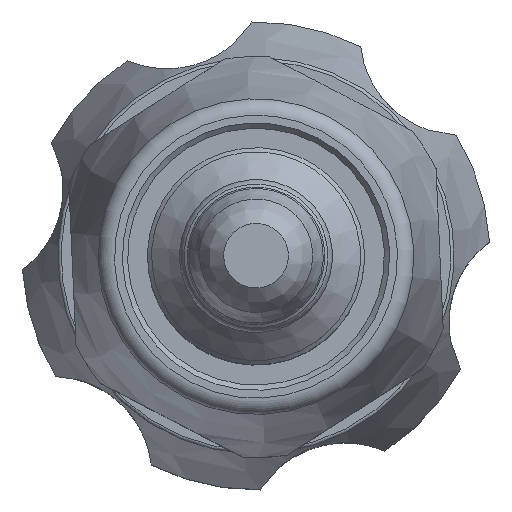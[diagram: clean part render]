
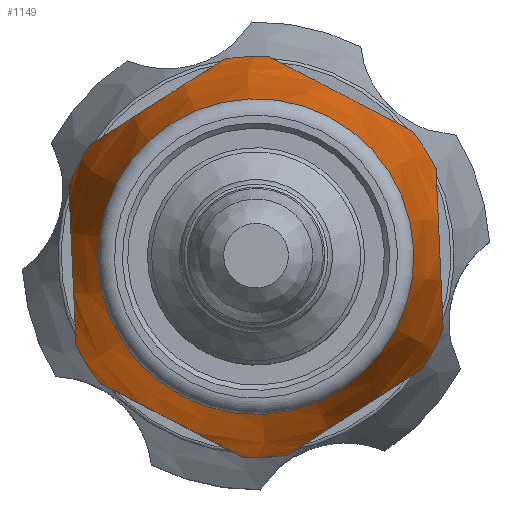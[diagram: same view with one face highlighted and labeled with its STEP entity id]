
A CAD part, top view. The second image highlights one B-rep face of the part: STEP entity #1149.
In plain terms, the highlighted conical face has half-angle 11.8 degrees and reference radius 10.642 mm.
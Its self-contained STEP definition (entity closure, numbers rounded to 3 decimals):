
#928=CARTESIAN_POINT('',(9.965,-6.779,27.1));
#929=VERTEX_POINT('',#928);
#936=CARTESIAN_POINT('',(1.883,-11.945,27.1));
#937=VERTEX_POINT('',#936);
#938=CARTESIAN_POINT('',(9.965,-6.779,27.1));
#939=CARTESIAN_POINT('',(5.924,-9.362,36.275));
#940=CARTESIAN_POINT('',(1.883,-11.945,27.1));
#948=(BOUNDED_CURVE()B_SPLINE_CURVE(2,(#938,#939,#940),.UNSPECIFIED.,.F.,.U.)B_SPLINE_CURVE_WITH_KNOTS((3,3),(0.0,1.355),.UNSPECIFIED.)CURVE()GEOMETRIC_REPRESENTATION_ITEM()RATIONAL_B_SPLINE_CURVE((1.0,1.091,1.0))REPRESENTATION_ITEM(''));
#949=EDGE_CURVE('',#929,#937,#948,.T.);
#968=CARTESIAN_POINT('',(8.39,-4.445,39.304));
#969=VERTEX_POINT('',#968);
#970=CARTESIAN_POINT('',(0.001,-0.093,39.304));
#971=DIRECTION('',(0.,0.,1.));
#972=DIRECTION('',(-0.888,0.46,0.));
#973=AXIS2_PLACEMENT_3D('',#970,#971,#972);
#974=CIRCLE('',#973,9.45);
#975=EDGE_CURVE('',#969,#969,#974,.T.);
#1011=CARTESIAN_POINT('',(0.001,-0.093,33.6));
#1012=DIRECTION('',(0.,0.,-1.0));
#1013=DIRECTION('',(0.888,-0.46,0.));
#1014=AXIS2_PLACEMENT_3D('',#1011,#1012,#1013);
#1015=CONICAL_SURFACE('',#1014,10.642,11.8);
#1016=CARTESIAN_POINT('',(-0.807,-12.066,27.1));
#1017=VERTEX_POINT('',#1016);
#1018=CARTESIAN_POINT('',(-9.322,-7.649,27.1));
#1019=VERTEX_POINT('',#1018);
#1020=CARTESIAN_POINT('',(-0.807,-12.066,27.1));
#1021=CARTESIAN_POINT('',(-5.064,-9.858,36.275));
#1022=CARTESIAN_POINT('',(-9.322,-7.649,27.1));
#1030=(BOUNDED_CURVE()B_SPLINE_CURVE(2,(#1020,#1021,#1022),.UNSPECIFIED.,.F.,.U.)B_SPLINE_CURVE_WITH_KNOTS((3,3),(0.0,1.355),.UNSPECIFIED.)CURVE()GEOMETRIC_REPRESENTATION_ITEM()RATIONAL_B_SPLINE_CURVE((1.0,1.091,1.0))REPRESENTATION_ITEM(''));
#1031=EDGE_CURVE('',#1017,#1019,#1030,.T.);
#1032=ORIENTED_EDGE('',*,*,#1031,.F.);
#1033=CARTESIAN_POINT('',(0.001,-0.093,27.1));
#1034=DIRECTION('',(0.,0.,-1.));
#1035=DIRECTION('',(0.888,-0.46,0.));
#1036=AXIS2_PLACEMENT_3D('',#1033,#1034,#1035);
#1037=CIRCLE('',#1036,12.);
#1038=EDGE_CURVE('',#937,#1017,#1037,.T.);
#1039=ORIENTED_EDGE('',*,*,#1038,.F.);
#1040=ORIENTED_EDGE('',*,*,#949,.F.);
#1041=CARTESIAN_POINT('',(11.206,-4.389,27.1));
#1042=VERTEX_POINT('',#1041);
#1043=CARTESIAN_POINT('',(0.001,-0.093,27.1));
#1044=DIRECTION('',(0.,0.,-1.));
#1045=DIRECTION('',(0.888,-0.46,0.));
#1046=AXIS2_PLACEMENT_3D('',#1043,#1044,#1045);
#1047=CIRCLE('',#1046,12.);
#1048=EDGE_CURVE('',#1042,#929,#1047,.T.);
#1049=ORIENTED_EDGE('',*,*,#1048,.F.);
#1050=CARTESIAN_POINT('',(10.774,5.193,27.1));
#1051=VERTEX_POINT('',#1050);
#1052=CARTESIAN_POINT('',(10.774,5.193,27.1));
#1053=CARTESIAN_POINT('',(10.99,0.402,36.275));
#1054=CARTESIAN_POINT('',(11.206,-4.389,27.1));
#1062=(BOUNDED_CURVE()B_SPLINE_CURVE(2,(#1052,#1053,#1054),.UNSPECIFIED.,.F.,.U.)B_SPLINE_CURVE_WITH_KNOTS((3,3),(0.0,1.355),.UNSPECIFIED.)CURVE()GEOMETRIC_REPRESENTATION_ITEM()RATIONAL_B_SPLINE_CURVE((1.0,1.091,1.0))REPRESENTATION_ITEM(''));
#1063=EDGE_CURVE('',#1051,#1042,#1062,.T.);
#1064=ORIENTED_EDGE('',*,*,#1063,.F.);
#1065=CARTESIAN_POINT('',(9.323,7.463,27.1));
#1066=VERTEX_POINT('',#1065);
#1067=CARTESIAN_POINT('',(0.001,-0.093,27.1));
#1068=DIRECTION('',(0.,0.,-1.));
#1069=DIRECTION('',(0.888,-0.46,0.));
#1070=AXIS2_PLACEMENT_3D('',#1067,#1068,#1069);
#1071=CIRCLE('',#1070,12.);
#1072=EDGE_CURVE('',#1066,#1051,#1071,.T.);
#1073=ORIENTED_EDGE('',*,*,#1072,.F.);
#1074=CARTESIAN_POINT('',(0.809,11.88,27.1));
#1075=VERTEX_POINT('',#1074);
#1076=CARTESIAN_POINT('',(0.809,11.88,27.1));
#1077=CARTESIAN_POINT('',(5.066,9.671,36.275));
#1078=CARTESIAN_POINT('',(9.323,7.463,27.1));
#1086=(BOUNDED_CURVE()B_SPLINE_CURVE(2,(#1076,#1077,#1078),.UNSPECIFIED.,.F.,.U.)B_SPLINE_CURVE_WITH_KNOTS((3,3),(0.0,1.355),.UNSPECIFIED.)CURVE()GEOMETRIC_REPRESENTATION_ITEM()RATIONAL_B_SPLINE_CURVE((1.0,1.091,1.0))REPRESENTATION_ITEM(''));
#1087=EDGE_CURVE('',#1075,#1066,#1086,.T.);
#1088=ORIENTED_EDGE('',*,*,#1087,.F.);
#1089=CARTESIAN_POINT('',(-1.882,11.758,27.1));
#1090=VERTEX_POINT('',#1089);
#1091=CARTESIAN_POINT('',(0.001,-0.093,27.1));
#1092=DIRECTION('',(0.,0.,-1.));
#1093=DIRECTION('',(0.888,-0.46,0.));
#1094=AXIS2_PLACEMENT_3D('',#1091,#1092,#1093);
#1095=CIRCLE('',#1094,12.);
#1096=EDGE_CURVE('',#1090,#1075,#1095,.T.);
#1097=ORIENTED_EDGE('',*,*,#1096,.F.);
#1098=CARTESIAN_POINT('',(-9.964,6.593,27.1));
#1099=VERTEX_POINT('',#1098);
#1100=CARTESIAN_POINT('',(-9.964,6.593,27.1));
#1101=CARTESIAN_POINT('',(-5.923,9.176,36.275));
#1102=CARTESIAN_POINT('',(-1.882,11.758,27.1));
#1110=(BOUNDED_CURVE()B_SPLINE_CURVE(2,(#1100,#1101,#1102),.UNSPECIFIED.,.F.,.U.)B_SPLINE_CURVE_WITH_KNOTS((3,3),(0.0,1.355),.UNSPECIFIED.)CURVE()GEOMETRIC_REPRESENTATION_ITEM()RATIONAL_B_SPLINE_CURVE((1.0,1.091,1.0))REPRESENTATION_ITEM(''));
#1111=EDGE_CURVE('',#1099,#1090,#1110,.T.);
#1112=ORIENTED_EDGE('',*,*,#1111,.F.);
#1113=CARTESIAN_POINT('',(-11.204,4.202,27.1));
#1114=VERTEX_POINT('',#1113);
#1115=CARTESIAN_POINT('',(0.001,-0.093,27.1));
#1116=DIRECTION('',(0.,0.,-1.));
#1117=DIRECTION('',(0.888,-0.46,0.));
#1118=AXIS2_PLACEMENT_3D('',#1115,#1116,#1117);
#1119=CIRCLE('',#1118,12.);
#1120=EDGE_CURVE('',#1114,#1099,#1119,.T.);
#1121=ORIENTED_EDGE('',*,*,#1120,.F.);
#1122=CARTESIAN_POINT('',(-10.772,-5.38,27.1));
#1123=VERTEX_POINT('',#1122);
#1124=CARTESIAN_POINT('',(-10.772,-5.38,27.1));
#1125=CARTESIAN_POINT('',(-10.988,-0.589,36.275));
#1126=CARTESIAN_POINT('',(-11.204,4.202,27.1));
#1134=(BOUNDED_CURVE()B_SPLINE_CURVE(2,(#1124,#1125,#1126),.UNSPECIFIED.,.F.,.U.)B_SPLINE_CURVE_WITH_KNOTS((3,3),(0.0,1.355),.UNSPECIFIED.)CURVE()GEOMETRIC_REPRESENTATION_ITEM()RATIONAL_B_SPLINE_CURVE((1.0,1.091,1.0))REPRESENTATION_ITEM(''));
#1135=EDGE_CURVE('',#1123,#1114,#1134,.T.);
#1136=ORIENTED_EDGE('',*,*,#1135,.F.);
#1137=CARTESIAN_POINT('',(0.001,-0.093,27.1));
#1138=DIRECTION('',(0.,0.,-1.));
#1139=DIRECTION('',(0.888,-0.46,0.));
#1140=AXIS2_PLACEMENT_3D('',#1137,#1138,#1139);
#1141=CIRCLE('',#1140,12.);
#1142=EDGE_CURVE('',#1019,#1123,#1141,.T.);
#1143=ORIENTED_EDGE('',*,*,#1142,.F.);
#1144=EDGE_LOOP('',(#1032,#1039,#1040,#1049,#1064,#1073,#1088,#1097,#1112,#1121,#1136,#1143));
#1145=FACE_OUTER_BOUND('',#1144,.T.);
#1146=ORIENTED_EDGE('',*,*,#975,.F.);
#1147=EDGE_LOOP('',(#1146));
#1148=FACE_BOUND('',#1147,.T.);
#1149=ADVANCED_FACE('',(#1145,#1148),#1015,.T.);
